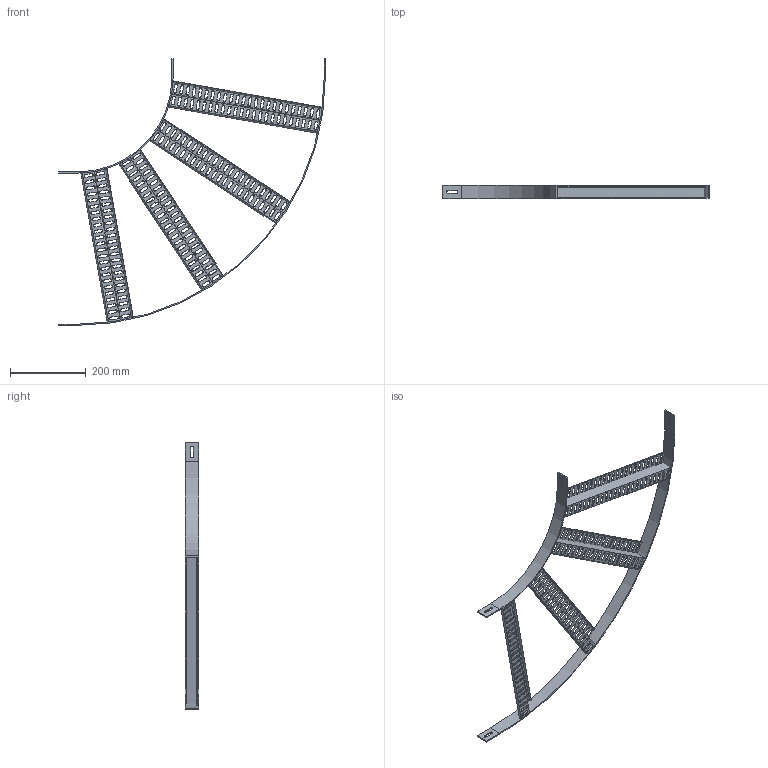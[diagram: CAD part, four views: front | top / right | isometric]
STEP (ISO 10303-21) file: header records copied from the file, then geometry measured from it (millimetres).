
FILE_DESCRIPTION (( 'STEP AP214' ), '1' );
FILE_NAME ('7099228.stp', '2019-06-06T12:31:14', ( '' ), ( '' ), 'SwSTEP 2.0', 'SolidWorks 2018', '' );
FILE_SCHEMA (( 'AUTOMOTIVE_DESIGN' ));
Length unit declared in the file: millimetre
Products named in the file (4): 7099228; 014682_R653 Holm; 014683_Z-Sprosse-400; 014682_R250 Innenholm
Assembly tree (6 placements, depth 2):
  7099228
    014682_R653 Holm
    014682_R250 Innenholm
    014683_Z-Sprosse-400  x4
Bounding box: 706 x 35 x 706 mm (x, y, z)
Volume: 298968.1 mm3; surface area: 398386.8 mm2
Topology: 6 solids, 6 shells, 1712 faces, 4332 edges, 2632 vertices
Faces by surface type: plane 848, cylinder 416, cone 384, bspline 64
Entity records: 14614 total; most frequent: CARTESIAN_POINT 3093, DIRECTION 2358, ORIENTED_EDGE 2340, EDGE_CURVE 1170, VECTOR 788, LINE 788, AXIS2_PLACEMENT_3D 785, VERTEX_POINT 712
